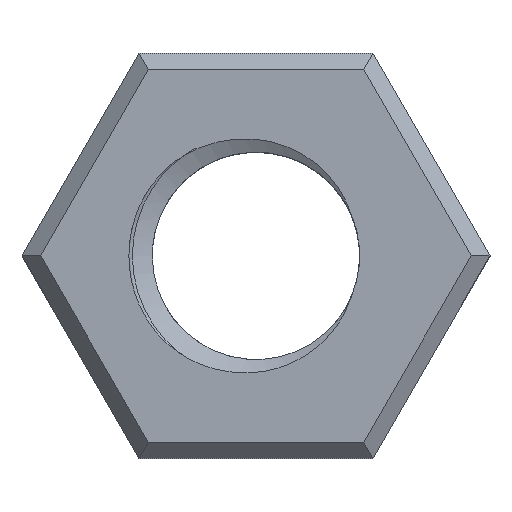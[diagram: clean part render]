
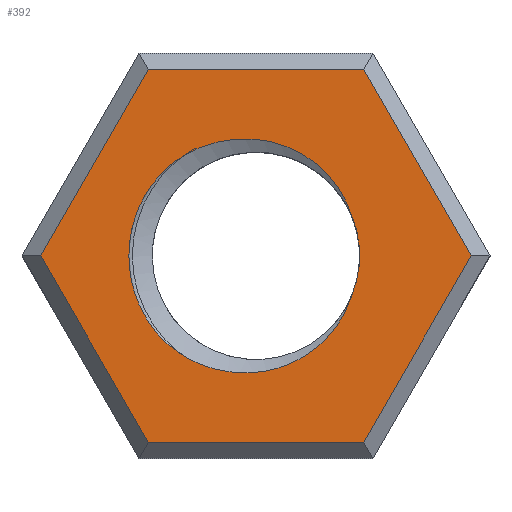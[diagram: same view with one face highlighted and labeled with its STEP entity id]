
A CAD part, top view. The second image highlights one B-rep face of the part: STEP entity #392.
In plain terms, the highlighted planar face has unit normal (0, 0, 1).
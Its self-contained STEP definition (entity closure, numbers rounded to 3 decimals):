
#18=FACE_BOUND('',#63,.T.);
#20=PLANE('',#437);
#39=FACE_OUTER_BOUND('',#62,.T.);
#62=EDGE_LOOP('',(#287,#288,#289,#290,#291,#292));
#63=EDGE_LOOP('',(#293,#294,#295,#296));
#87=B_SPLINE_CURVE_WITH_KNOTS('',3,(#795,#796,#797,#798,#799,#800,#801,
#802,#803,#804,#805,#806,#807,#808),.UNSPECIFIED.,.F.,.F.,(4,2,2,2,2,2,
4),(-0.789,-0.643,-0.501,-0.31,
-0.159,-0.071,0.),.UNSPECIFIED.);
#88=B_SPLINE_CURVE_WITH_KNOTS('',3,(#810,#811,#812,#813,#814,#815,#816,
#817,#818,#819,#820,#821,#822,#823),.UNSPECIFIED.,.F.,.F.,(4,2,2,2,2,2,
4),(-0.379,-0.345,-0.303,-0.23,
-0.138,-0.07,0.),.UNSPECIFIED.);
#89=B_SPLINE_CURVE_WITH_KNOTS('',3,(#824,#825,#826,#827,#828,#829,#830,
#831,#832,#833,#834,#835,#836,#837),.UNSPECIFIED.,.F.,.F.,(4,2,2,2,2,2,
4),(-0.506,-0.431,-0.345,-0.253,
-0.161,-0.075,0.),.UNSPECIFIED.);
#94=CIRCLE('',#431,2.559);
#109=LINE('',#784,#144);
#110=LINE('',#786,#145);
#111=LINE('',#788,#146);
#112=LINE('',#790,#147);
#113=LINE('',#792,#148);
#114=LINE('',#793,#149);
#144=VECTOR('',#475,5.312);
#145=VECTOR('',#476,5.312);
#146=VECTOR('',#477,5.312);
#147=VECTOR('',#478,5.312);
#148=VECTOR('',#479,5.312);
#149=VECTOR('',#480,5.312);
#176=VERTEX_POINT('',#538);
#177=VERTEX_POINT('',#548);
#188=VERTEX_POINT('',#782);
#189=VERTEX_POINT('',#783);
#190=VERTEX_POINT('',#785);
#191=VERTEX_POINT('',#787);
#192=VERTEX_POINT('',#789);
#193=VERTEX_POINT('',#791);
#194=VERTEX_POINT('',#794);
#195=VERTEX_POINT('',#809);
#212=EDGE_CURVE('',#177,#176,#94,.F.);
#227=EDGE_CURVE('',#188,#189,#109,.T.);
#228=EDGE_CURVE('',#189,#190,#110,.T.);
#229=EDGE_CURVE('',#190,#191,#111,.T.);
#230=EDGE_CURVE('',#191,#192,#112,.T.);
#231=EDGE_CURVE('',#192,#193,#113,.T.);
#232=EDGE_CURVE('',#193,#188,#114,.T.);
#233=EDGE_CURVE('',#194,#177,#87,.T.);
#234=EDGE_CURVE('',#176,#195,#88,.T.);
#235=EDGE_CURVE('',#195,#194,#89,.T.);
#287=ORIENTED_EDGE('',*,*,#227,.T.);
#288=ORIENTED_EDGE('',*,*,#228,.T.);
#289=ORIENTED_EDGE('',*,*,#229,.T.);
#290=ORIENTED_EDGE('',*,*,#230,.T.);
#291=ORIENTED_EDGE('',*,*,#231,.T.);
#292=ORIENTED_EDGE('',*,*,#232,.T.);
#293=ORIENTED_EDGE('',*,*,#233,.T.);
#294=ORIENTED_EDGE('',*,*,#212,.T.);
#295=ORIENTED_EDGE('',*,*,#234,.T.);
#296=ORIENTED_EDGE('',*,*,#235,.T.);
#392=ADVANCED_FACE('',(#39,#18),#20,.T.);
#431=AXIS2_PLACEMENT_3D('',#549,#457,#458);
#437=AXIS2_PLACEMENT_3D('',#781,#473,#474);
#457=DIRECTION('center_axis',(0.,0.,1.));
#458=DIRECTION('ref_axis',(1.,0.,0.));
#473=DIRECTION('center_axis',(0.,0.,1.));
#474=DIRECTION('ref_axis',(1.,0.,0.));
#475=DIRECTION('',(0.5,-0.866,0.));
#476=DIRECTION('',(1.,0.,0.));
#477=DIRECTION('',(0.5,0.866,0.));
#478=DIRECTION('',(-0.5,0.866,0.));
#479=DIRECTION('',(-1.,0.,0.));
#480=DIRECTION('',(-0.5,-0.866,0.));
#538=CARTESIAN_POINT('',(2.334,-1.048,5.));
#548=CARTESIAN_POINT('',(2.334,1.048,5.));
#549=CARTESIAN_POINT('Origin',(0.,0.,5.));
#781=CARTESIAN_POINT('Origin',(0.,0.,5.));
#782=CARTESIAN_POINT('',(-5.312,0.,5.));
#783=CARTESIAN_POINT('',(-2.656,-4.6,5.));
#784=CARTESIAN_POINT('',(-5.312,0.,5.));
#785=CARTESIAN_POINT('',(2.656,-4.6,5.));
#786=CARTESIAN_POINT('',(-2.656,-4.6,5.));
#787=CARTESIAN_POINT('',(5.312,0.,5.));
#788=CARTESIAN_POINT('',(2.656,-4.6,5.));
#789=CARTESIAN_POINT('',(2.656,4.6,5.));
#790=CARTESIAN_POINT('',(5.312,0.,5.));
#791=CARTESIAN_POINT('',(-2.656,4.6,5.));
#792=CARTESIAN_POINT('',(2.656,4.6,5.));
#793=CARTESIAN_POINT('',(-2.656,4.6,5.));
#794=CARTESIAN_POINT('',(-1.797,2.464,5.));
#795=CARTESIAN_POINT('Ctrl Pts',(-1.797,2.464,5.));
#796=CARTESIAN_POINT('Ctrl Pts',(-1.597,2.584,5.));
#797=CARTESIAN_POINT('Ctrl Pts',(-1.384,2.68,5.));
#798=CARTESIAN_POINT('Ctrl Pts',(-0.946,2.818,5.));
#799=CARTESIAN_POINT('Ctrl Pts',(-0.722,2.862,5.));
#800=CARTESIAN_POINT('Ctrl Pts',(-0.19,2.902,5.));
#801=CARTESIAN_POINT('Ctrl Pts',(0.197,2.886,5.));
#802=CARTESIAN_POINT('Ctrl Pts',(0.948,2.637,5.));
#803=CARTESIAN_POINT('Ctrl Pts',(1.255,2.466,5.));
#804=CARTESIAN_POINT('Ctrl Pts',(1.679,2.11,5.));
#805=CARTESIAN_POINT('Ctrl Pts',(1.862,1.927,5.));
#806=CARTESIAN_POINT('Ctrl Pts',(2.158,1.487,5.));
#807=CARTESIAN_POINT('Ctrl Pts',(2.262,1.273,5.));
#808=CARTESIAN_POINT('Ctrl Pts',(2.334,1.048,5.));
#809=CARTESIAN_POINT('',(-1.797,-2.464,5.));
#810=CARTESIAN_POINT('Ctrl Pts',(2.334,-1.048,5.));
#811=CARTESIAN_POINT('Ctrl Pts',(2.262,-1.273,5.));
#812=CARTESIAN_POINT('Ctrl Pts',(2.158,-1.486,5.));
#813=CARTESIAN_POINT('Ctrl Pts',(1.864,-1.926,5.));
#814=CARTESIAN_POINT('Ctrl Pts',(1.68,-2.109,5.));
#815=CARTESIAN_POINT('Ctrl Pts',(1.257,-2.465,5.));
#816=CARTESIAN_POINT('Ctrl Pts',(0.95,-2.637,5.));
#817=CARTESIAN_POINT('Ctrl Pts',(0.199,-2.885,5.));
#818=CARTESIAN_POINT('Ctrl Pts',(-0.188,-2.902,5.));
#819=CARTESIAN_POINT('Ctrl Pts',(-0.72,-2.862,5.));
#820=CARTESIAN_POINT('Ctrl Pts',(-0.944,-2.819,5.));
#821=CARTESIAN_POINT('Ctrl Pts',(-1.384,-2.68,5.));
#822=CARTESIAN_POINT('Ctrl Pts',(-1.597,-2.584,5.));
#823=CARTESIAN_POINT('Ctrl Pts',(-1.797,-2.464,5.));
#824=CARTESIAN_POINT('Ctrl Pts',(-1.797,-2.464,5.));
#825=CARTESIAN_POINT('Ctrl Pts',(-2.01,-2.336,5.));
#826=CARTESIAN_POINT('Ctrl Pts',(-2.226,-2.158,5.));
#827=CARTESIAN_POINT('Ctrl Pts',(-2.643,-1.678,5.));
#828=CARTESIAN_POINT('Ctrl Pts',(-2.82,-1.381,5.));
#829=CARTESIAN_POINT('Ctrl Pts',(-3.071,-0.722,5.));
#830=CARTESIAN_POINT('Ctrl Pts',(-3.136,-0.363,5.));
#831=CARTESIAN_POINT('Ctrl Pts',(-3.136,0.363,5.));
#832=CARTESIAN_POINT('Ctrl Pts',(-3.07,0.723,5.));
#833=CARTESIAN_POINT('Ctrl Pts',(-2.82,1.381,5.));
#834=CARTESIAN_POINT('Ctrl Pts',(-2.643,1.678,5.));
#835=CARTESIAN_POINT('Ctrl Pts',(-2.226,2.158,5.));
#836=CARTESIAN_POINT('Ctrl Pts',(-2.01,2.337,5.));
#837=CARTESIAN_POINT('Ctrl Pts',(-1.797,2.464,5.));
